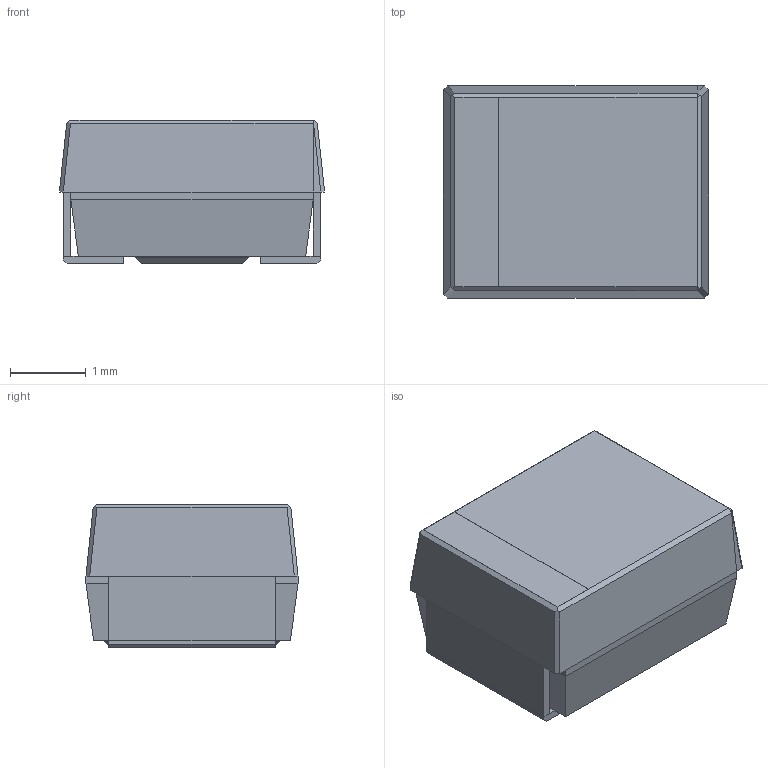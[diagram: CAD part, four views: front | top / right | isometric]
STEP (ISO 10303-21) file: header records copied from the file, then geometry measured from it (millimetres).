
FILE_DESCRIPTION (( 'STEP AP203' ), '1' );
FILE_NAME ('tc_3528.step_Default_sldprt.STEP', '2020-12-09T15:01:58', ( '' ), ( '' ), 'SwSTEP 2.0', 'SolidWorks 2020', '' );
FILE_SCHEMA (( 'CONFIG_CONTROL_DESIGN' ));
Length unit declared in the file: millimetre
Products named in the file (1): tc_3528.step_Default_sldprt
Bounding box: 3.5 x 2.8 x 1.9 mm (x, y, z)
Volume: 16.9 mm3; surface area: 47.7 mm2
Topology: 1 solids, 1 shells, 66 faces, 163 edges, 96 vertices
Faces by surface type: plane 66
Entity records: 1948 total; most frequent: ORIENTED_EDGE 326, CARTESIAN_POINT 326, DIRECTION 297, LINE 163, EDGE_CURVE 163, VECTOR 163, VERTEX_POINT 96, EDGE_LOOP 67
